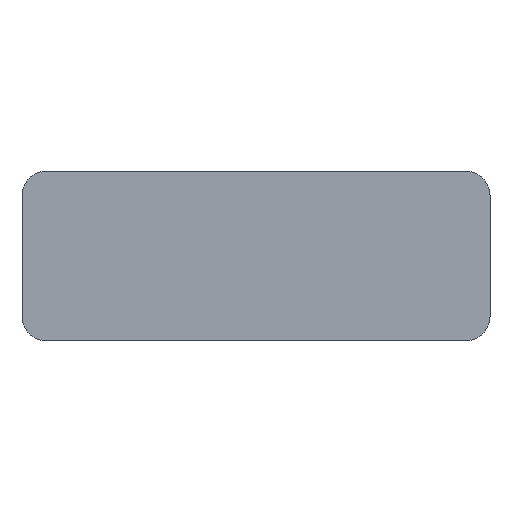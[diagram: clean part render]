
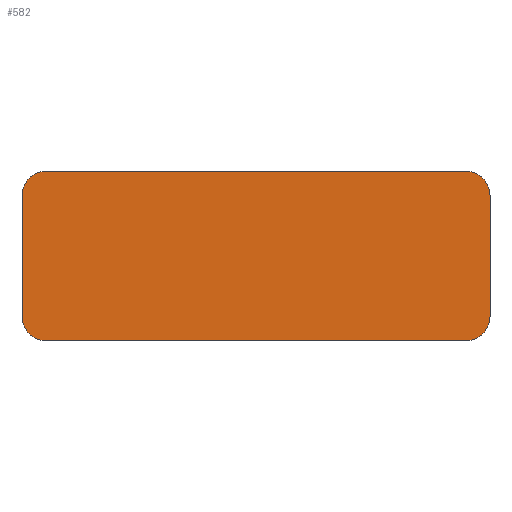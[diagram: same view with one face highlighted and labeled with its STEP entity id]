
A CAD part, front view. The second image highlights one B-rep face of the part: STEP entity #582.
In plain terms, the highlighted planar face has unit normal (0, -1, 0).
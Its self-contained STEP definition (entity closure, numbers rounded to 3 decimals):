
#40=PLANE('',#669);
#76=FACE_OUTER_BOUND('',#114,.T.);
#114=EDGE_LOOP('',(#523,#524,#525,#526,#527,#528,#529,#530));
#119=LINE('',#867,#171);
#133=LINE('',#911,#185);
#136=LINE('',#919,#188);
#166=LINE('',#1015,#218);
#171=VECTOR('',#684,10.);
#185=VECTOR('',#720,10.);
#188=VECTOR('',#729,10.);
#218=VECTOR('',#849,10.);
#219=CIRCLE('',#607,3.);
#228=CIRCLE('',#619,3.);
#229=CIRCLE('',#622,3.);
#230=CIRCLE('',#625,3.);
#243=VERTEX_POINT('',#854);
#244=VERTEX_POINT('',#855);
#248=VERTEX_POINT('',#865);
#266=VERTEX_POINT('',#905);
#267=VERTEX_POINT('',#909);
#268=VERTEX_POINT('',#913);
#269=VERTEX_POINT('',#917);
#270=VERTEX_POINT('',#921);
#291=EDGE_CURVE('',#243,#244,#219,.T.);
#297=EDGE_CURVE('',#243,#248,#119,.T.);
#316=EDGE_CURVE('',#266,#248,#228,.T.);
#319=EDGE_CURVE('',#266,#267,#133,.T.);
#320=EDGE_CURVE('',#268,#267,#229,.T.);
#323=EDGE_CURVE('',#268,#269,#136,.T.);
#324=EDGE_CURVE('',#270,#269,#230,.T.);
#370=EDGE_CURVE('',#270,#244,#166,.T.);
#523=ORIENTED_EDGE('',*,*,#291,.F.);
#524=ORIENTED_EDGE('',*,*,#297,.T.);
#525=ORIENTED_EDGE('',*,*,#316,.F.);
#526=ORIENTED_EDGE('',*,*,#319,.T.);
#527=ORIENTED_EDGE('',*,*,#320,.F.);
#528=ORIENTED_EDGE('',*,*,#323,.T.);
#529=ORIENTED_EDGE('',*,*,#324,.F.);
#530=ORIENTED_EDGE('',*,*,#370,.T.);
#582=ADVANCED_FACE('',(#76),#40,.T.);
#607=AXIS2_PLACEMENT_3D('',#856,#674,#675);
#619=AXIS2_PLACEMENT_3D('',#906,#714,#715);
#622=AXIS2_PLACEMENT_3D('',#914,#723,#724);
#625=AXIS2_PLACEMENT_3D('',#922,#732,#733);
#669=AXIS2_PLACEMENT_3D('',#1016,#850,#851);
#674=DIRECTION('center_axis',(0.,1.,0.));
#675=DIRECTION('ref_axis',(-0.707,0.,-0.707));
#684=DIRECTION('',(1.,0.,0.));
#714=DIRECTION('center_axis',(0.,1.,0.));
#715=DIRECTION('ref_axis',(0.707,0.,-0.707));
#720=DIRECTION('',(0.,0.,1.));
#723=DIRECTION('center_axis',(0.,1.,0.));
#724=DIRECTION('ref_axis',(0.707,0.,0.707));
#729=DIRECTION('',(-1.,0.,0.));
#732=DIRECTION('center_axis',(0.,1.,0.));
#733=DIRECTION('ref_axis',(-0.707,0.,0.707));
#849=DIRECTION('',(0.,0.,-1.));
#850=DIRECTION('center_axis',(0.,-1.,0.));
#851=DIRECTION('ref_axis',(0.,0.,-1.));
#854=CARTESIAN_POINT('',(-26.,-10.,-12.));
#855=CARTESIAN_POINT('',(-29.,-10.,-9.));
#856=CARTESIAN_POINT('Origin',(-26.,-10.,-9.));
#865=CARTESIAN_POINT('',(26.,-10.,-12.));
#867=CARTESIAN_POINT('',(29.,-10.,-12.));
#905=CARTESIAN_POINT('',(29.,-10.,-9.));
#906=CARTESIAN_POINT('Origin',(26.,-10.,-9.));
#909=CARTESIAN_POINT('',(29.,-10.,6.));
#911=CARTESIAN_POINT('',(29.,-10.,9.));
#913=CARTESIAN_POINT('',(26.,-10.,9.));
#914=CARTESIAN_POINT('Origin',(26.,-10.,6.));
#917=CARTESIAN_POINT('',(-26.,-10.,9.));
#919=CARTESIAN_POINT('',(-29.,-10.,9.));
#921=CARTESIAN_POINT('',(-29.,-10.,6.));
#922=CARTESIAN_POINT('Origin',(-26.,-10.,6.));
#1015=CARTESIAN_POINT('',(-29.,-10.,-12.));
#1016=CARTESIAN_POINT('Origin',(0.,-10.,-1.5));
